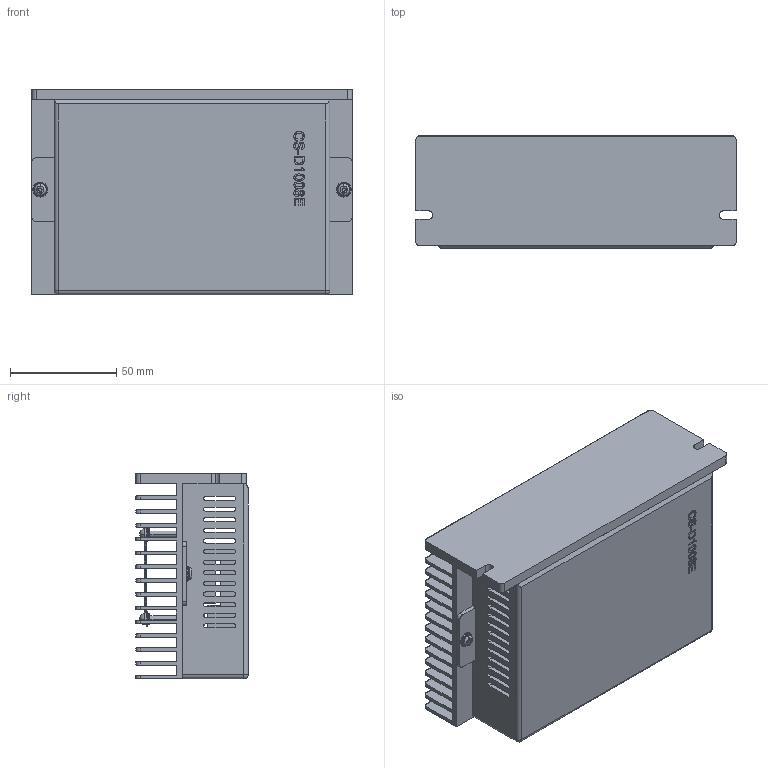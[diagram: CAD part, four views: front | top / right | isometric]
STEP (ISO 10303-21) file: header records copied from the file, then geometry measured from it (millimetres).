
FILE_DESCRIPTION(('HOOPS Exchange Step'),'2;1');
FILE_NAME('export-55C7F5A1-8D7C-4906-B801-565FB17C487F.stp','2022-10-20T16:43:12+02:00',('User'),('Alibre'),'HOOPS Exchange 2021.0','Alibre','Unknown authorisation');
FILE_SCHEMA( ('AP242_MANAGED_MODEL_BASED_3D_ENGINEERING_MIM_LF {1 0 10303 442 1 1 4 }') );
Length unit declared in the file: millimetre
Products named in the file (22): 232323_2; M3_1; ZJ_2; M3X8_GB818_9_3; D3_GB9074_26_11_2; D3_GB9074_24_14_2; M3X8_GB9074_4_ASM_2_ASM; FAN_ASM_2_ASM; CONNECTOR_5MMCLOSED6PIN_MALE_2; CONNECTOR_3_5MM6PIN_MALE_2; CONNECTOR_3_5MM4PIN_MALE_2; LED_GREEN_RED_2; HEADER_2_0_4X_1; MSK_05_G2_1; DIP_SWITCH_8PIN_VIC2_2; PCB_CL86CV20_ASM_1_ASM; ROTARY_DRR3016-Z_FUJISOKU__1; Drive case panel; 6019 Closed Loop Stepper Drive CS-D1008E 110V 8,0A (2phase)
Assembly tree (32 placements, depth 4):
  6019 Closed Loop Stepper Drive CS-D1008E 110V 8,0A (2phase)
    232323_2
    M3_1  x2
    FAN_ASM_2_ASM
      ZJ_2
      M3X8_GB9074_4_ASM_2_ASM
        M3X8_GB818_9_3
        D3_GB9074_26_11_2
        D3_GB9074_24_14_2
      M3X8_GB9074_4_ASM_2_ASM
        M3X8_GB818_9_3
        D3_GB9074_26_11_2
        D3_GB9074_24_14_2
      M3X8_GB9074_4_ASM_2_ASM
        M3X8_GB818_9_3
        D3_GB9074_26_11_2
        D3_GB9074_24_14_2
      M3X8_GB9074_4_ASM_2_ASM
        M3X8_GB818_9_3
        D3_GB9074_26_11_2
        D3_GB9074_24_14_2
    PCB_CL86CV20_ASM_1_ASM
      CONNECTOR_5MMCLOSED6PIN_MALE_2
      CONNECTOR_3_5MM6PIN_MALE_2  x2
      CONNECTOR_3_5MM4PIN_MALE_2
      LED_GREEN_RED_2
      HEADER_2_0_4X_1
      MSK_05_G2_1
      DIP_SWITCH_8PIN_VIC2_2
    ROTARY_DRR3016-Z_FUJISOKU__1
    Drive case panel
Bounding box: 151 x 53 x 97 mm (x, y, z)
Volume: 186605.6 mm3; surface area: 174887.2 mm2
Topology: 37 solids, 37 shells, 3921 faces, 10252 edges, 5051 vertices
Faces by surface type: plane 3020, cylinder 492, bspline 156, torus 106, extrusion 98, cone 35, sphere 14
Full cylindrical faces by diameter (mm): 4 x2
Entity records: 122507 total; most frequent: CARTESIAN_POINT 46656, ORIENTED_EDGE 16594, DIRECTION 14154, EDGE_CURVE 8297, VECTOR 6704, LINE 6606, VERTEX_POINT 4215, AXIS2_PLACEMENT_3D 3725
